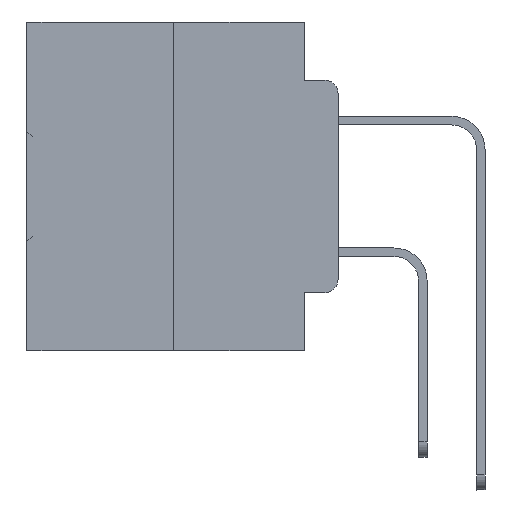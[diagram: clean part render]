
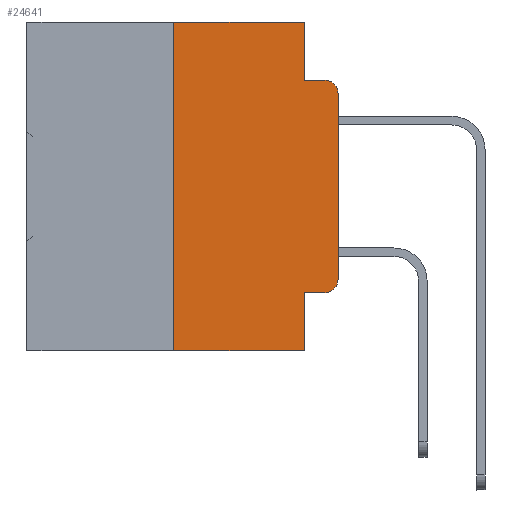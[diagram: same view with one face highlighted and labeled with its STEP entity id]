
A CAD part, left-side view. The second image highlights one B-rep face of the part: STEP entity #24641.
In plain terms, the highlighted planar face has unit normal (-1, 0, 0).
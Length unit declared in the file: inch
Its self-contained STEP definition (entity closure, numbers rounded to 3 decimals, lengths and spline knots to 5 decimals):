
#15 = LINE ( 'NONE', #22366, #21775 ) ;
#140 = DIRECTION ( 'NONE',  ( 1., 0., 0. ) ) ;
#220 = LINE ( 'NONE', #15284, #30385 ) ;
#1011 = VECTOR ( 'NONE', #20851, 39.37008 ) ;
#1183 = ORIENTED_EDGE ( 'NONE', *, *, #32309, .F. ) ;
#2208 = AXIS2_PLACEMENT_3D ( 'NONE', #9238, #29438, #12217 ) ;
#3101 = ORIENTED_EDGE ( 'NONE', *, *, #26817, .F. ) ;
#3137 = VECTOR ( 'NONE', #20950, 39.37008 ) ;
#3158 = CARTESIAN_POINT ( 'NONE',  ( 0., 0.051, -0.4115 ) ) ;
#3268 = CARTESIAN_POINT ( 'NONE',  ( 0., 0.473, 0. ) ) ;
#3365 = AXIS2_PLACEMENT_3D ( 'NONE', #17995, #140, #20899 ) ;
#3847 = DIRECTION ( 'NONE',  ( 0., 0., 1. ) ) ;
#4079 = CARTESIAN_POINT ( 'NONE',  ( 0., 0.25, 0. ) ) ;
#4345 = CARTESIAN_POINT ( 'NONE',  ( 0., 0.051, -0.4115 ) ) ;
#4772 = DIRECTION ( 'NONE',  ( 0., 0., -1. ) ) ;
#5633 = VERTEX_POINT ( 'NONE', #4079 ) ;
#5878 = LINE ( 'NONE', #27415, #28142 ) ;
#7450 = CARTESIAN_POINT ( 'NONE',  ( 0., 0.051, -0.5 ) ) ;
#7602 = EDGE_CURVE ( 'NONE', #22354, #34145, #16851, .T. ) ;
#8848 = ORIENTED_EDGE ( 'NONE', *, *, #7602, .T. ) ;
#9106 = PLANE ( 'NONE',  #3365 ) ;
#9238 = CARTESIAN_POINT ( 'NONE',  ( 0., 0.02, -0.1085 ) ) ;
#9816 = DIRECTION ( 'NONE',  ( 0., -1., 0. ) ) ;
#9966 = CIRCLE ( 'NONE', #22074, 0.02 ) ;
#10104 = CARTESIAN_POINT ( 'NONE',  ( 0., 0.02, -0.3915 ) ) ;
#10716 = VERTEX_POINT ( 'NONE', #23080 ) ;
#11616 = CIRCLE ( 'NONE', #2208, 0.02 ) ;
#11687 = CARTESIAN_POINT ( 'NONE',  ( 0., 0.25, -0.5 ) ) ;
#12217 = DIRECTION ( 'NONE',  ( 0., 0., -1. ) ) ;
#12274 = EDGE_CURVE ( 'NONE', #13268, #21365, #220, .T. ) ;
#12446 = DIRECTION ( 'NONE',  ( 0., -1., 0. ) ) ;
#13108 = DIRECTION ( 'NONE',  ( 0., 0., -1. ) ) ;
#13268 = VERTEX_POINT ( 'NONE', #11687 ) ;
#13362 = ORIENTED_EDGE ( 'NONE', *, *, #17962, .F. ) ;
#13589 = EDGE_CURVE ( 'NONE', #34145, #20192, #9966, .T. ) ;
#14132 = CARTESIAN_POINT ( 'NONE',  ( 0., 0.051, -0.0885 ) ) ;
#15284 = CARTESIAN_POINT ( 'NONE',  ( 0., 0.473, -0.5 ) ) ;
#15680 = ORIENTED_EDGE ( 'NONE', *, *, #13589, .T. ) ;
#16201 = DIRECTION ( 'NONE',  ( 0., 0., -1. ) ) ;
#16422 = LINE ( 'NONE', #35623, #29822 ) ;
#16851 = LINE ( 'NONE', #3158, #1011 ) ;
#17962 = EDGE_CURVE ( 'NONE', #5633, #30667, #34025, .T. ) ;
#17995 = CARTESIAN_POINT ( 'NONE',  ( 0., 0.473, 0. ) ) ;
#18832 = DIRECTION ( 'NONE',  ( 0., 0., 1. ) ) ;
#19291 = ORIENTED_EDGE ( 'NONE', *, *, #34201, .F. ) ;
#20120 = CARTESIAN_POINT ( 'NONE',  ( 0., 0.051, 0. ) ) ;
#20192 = VERTEX_POINT ( 'NONE', #33202 ) ;
#20851 = DIRECTION ( 'NONE',  ( 0., -1., 0. ) ) ;
#20899 = DIRECTION ( 'NONE',  ( 0., 0., -1. ) ) ;
#20950 = DIRECTION ( 'NONE',  ( 0., -1., 0. ) ) ;
#21365 = VERTEX_POINT ( 'NONE', #7450 ) ;
#21775 = VECTOR ( 'NONE', #4772, 39.37008 ) ;
#22074 = AXIS2_PLACEMENT_3D ( 'NONE', #10104, #30278, #13108 ) ;
#22354 = VERTEX_POINT ( 'NONE', #4345 ) ;
#22366 = CARTESIAN_POINT ( 'NONE',  ( 0., 0.051, 0. ) ) ;
#23080 = CARTESIAN_POINT ( 'NONE',  ( 0., 0., -0.1085 ) ) ;
#23299 = ORIENTED_EDGE ( 'NONE', *, *, #31043, .T. ) ;
#23418 = FACE_OUTER_BOUND ( 'NONE', #34383, .T. ) ;
#24641 = ADVANCED_FACE ( 'NONE', ( #23418 ), #9106, .F. ) ;
#24750 = CARTESIAN_POINT ( 'NONE',  ( 0., 0.051, 0. ) ) ;
#26817 = EDGE_CURVE ( 'NONE', #22354, #21365, #15, .T. ) ;
#26859 = ORIENTED_EDGE ( 'NONE', *, *, #27243, .F. ) ;
#27165 = CARTESIAN_POINT ( 'NONE',  ( 0., 0.051, -0.0885 ) ) ;
#27243 = EDGE_CURVE ( 'NONE', #36691, #34420, #28387, .T. ) ;
#27344 = CARTESIAN_POINT ( 'NONE',  ( 0., 0.02, -0.4115 ) ) ;
#27415 = CARTESIAN_POINT ( 'NONE',  ( 0., 0., 0. ) ) ;
#28142 = VECTOR ( 'NONE', #18832, 39.37008 ) ;
#28387 = LINE ( 'NONE', #27165, #35048 ) ;
#28623 = ORIENTED_EDGE ( 'NONE', *, *, #12274, .T. ) ;
#29140 = EDGE_CURVE ( 'NONE', #10716, #34420, #11616, .T. ) ;
#29438 = DIRECTION ( 'NONE',  ( -1., 0., 0. ) ) ;
#29822 = VECTOR ( 'NONE', #3847, 39.37008 ) ;
#30278 = DIRECTION ( 'NONE',  ( -1., 0., 0. ) ) ;
#30385 = VECTOR ( 'NONE', #12446, 39.37008 ) ;
#30667 = VERTEX_POINT ( 'NONE', #20120 ) ;
#31043 = EDGE_CURVE ( 'NONE', #20192, #10716, #5878, .T. ) ;
#31535 = CARTESIAN_POINT ( 'NONE',  ( 0., 0.02, -0.0885 ) ) ;
#31742 = ORIENTED_EDGE ( 'NONE', *, *, #29140, .T. ) ;
#32309 = EDGE_CURVE ( 'NONE', #13268, #5633, #16422, .T. ) ;
#33188 = VECTOR ( 'NONE', #16201, 39.37008 ) ;
#33202 = CARTESIAN_POINT ( 'NONE',  ( 0., 0., -0.3915 ) ) ;
#34025 = LINE ( 'NONE', #3268, #3137 ) ;
#34145 = VERTEX_POINT ( 'NONE', #27344 ) ;
#34201 = EDGE_CURVE ( 'NONE', #30667, #36691, #36694, .T. ) ;
#34383 = EDGE_LOOP ( 'NONE', ( #23299, #31742, #26859, #19291, #13362, #1183, #28623, #3101, #8848, #15680 ) ) ;
#34420 = VERTEX_POINT ( 'NONE', #31535 ) ;
#35048 = VECTOR ( 'NONE', #9816, 39.37008 ) ;
#35623 = CARTESIAN_POINT ( 'NONE',  ( 0., 0.25, 0. ) ) ;
#36691 = VERTEX_POINT ( 'NONE', #14132 ) ;
#36694 = LINE ( 'NONE', #24750, #33188 ) ;
